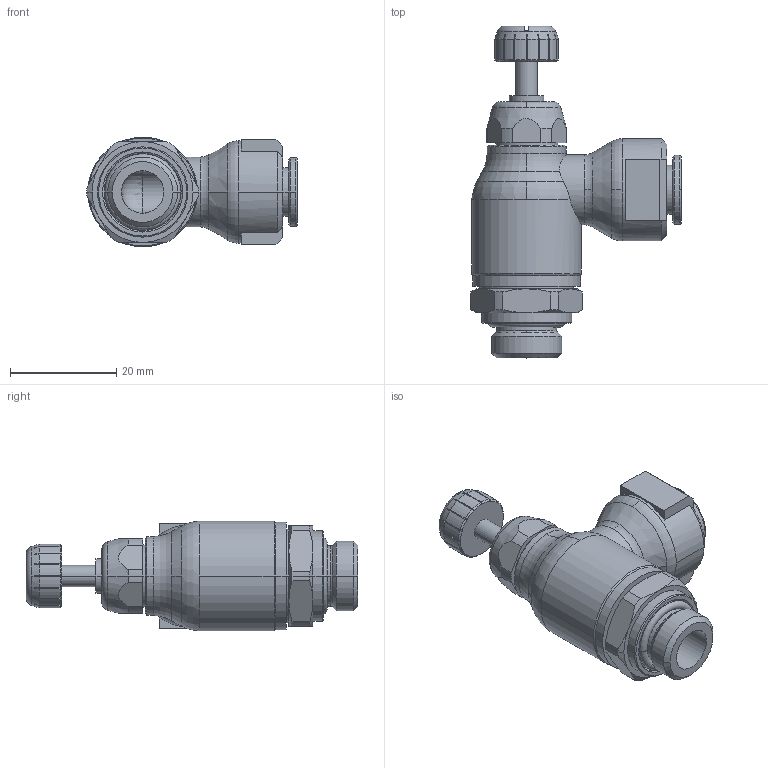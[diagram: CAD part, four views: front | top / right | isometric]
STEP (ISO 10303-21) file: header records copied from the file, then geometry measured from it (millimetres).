
FILE_DESCRIPTION(('STEP AP214'),'1');
FILE_NAME('7100_08_13.stp','2016-07-07T14:52:48',('TraceParts'),('TraceParts S.A.'),'Spatial InterOp 3D',' ',' ');
FILE_SCHEMA(('automotive_design'));
Length unit declared in the file: millimetre
Products named in the file (1): 1
Bounding box: 39.6 x 62.5 x 20.65 mm (x, y, z)
Volume: 14288.8 mm3; surface area: 6997.4 mm2
Topology: 1 solids, 2 shells, 242 faces, 630 edges, 401 vertices
Faces by surface type: plane 90, cylinder 68, cone 56, torus 27, sphere 1
Entity records: 7728 total; most frequent: CARTESIAN_POINT 1904, DIRECTION 1265, ORIENTED_EDGE 1256, EDGE_CURVE 628, AXIS2_PLACEMENT_3D 522, VERTEX_POINT 401, CIRCLE 277, EDGE_LOOP 257
